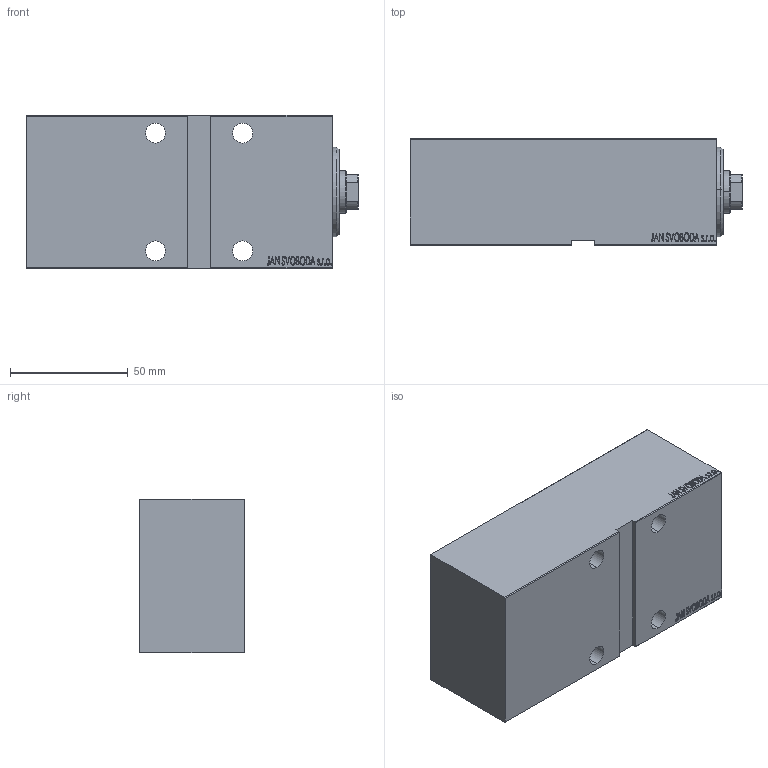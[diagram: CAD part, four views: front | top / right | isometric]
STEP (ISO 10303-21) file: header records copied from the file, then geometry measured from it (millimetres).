
FILE_DESCRIPTION (( 'STEP AP203' ), '1' );
FILE_NAME ('9a5d.STEP', '2021-03-19T09:57:41', ( '' ), ( '' ), 'SwSTEP 2.0', 'SolidWorks 2019', '' );
FILE_SCHEMA (( 'CONFIG_CONTROL_DESIGN' ));
Length unit declared in the file: millimetre
Products named in the file (4): 9a5d; V450CM_VC_G 45323f1d59746d7d2dbe9f4d8c2c89b1; V450CM_G 45323f1d59746d7d2dbe9f4d8c2c89b1; V450CM_G_VCP 45323f1d59746d7d2dbe9f4d8c2c89b1
Assembly tree (3 placements, depth 2):
  9a5d
    V450CM_G 45323f1d59746d7d2dbe9f4d8c2c89b1
    V450CM_G_VCP 45323f1d59746d7d2dbe9f4d8c2c89b1
    V450CM_VC_G 45323f1d59746d7d2dbe9f4d8c2c89b1
Bounding box: 141 x 45 x 65 mm (x, y, z)
Volume: 349753.2 mm3; surface area: 64892.1 mm2
Topology: 3 solids, 3 shells, 843 faces, 2172 edges, 1441 vertices
Faces by surface type: plane 407, bspline 380, cylinder 42, cone 14
Entity records: 42766 total; most frequent: CARTESIAN_POINT 24320, ORIENTED_EDGE 4340, DIRECTION 2440, EDGE_CURVE 2170, VERTEX_POINT 1441, LINE 1302, VECTOR 1302, EDGE_LOOP 961
